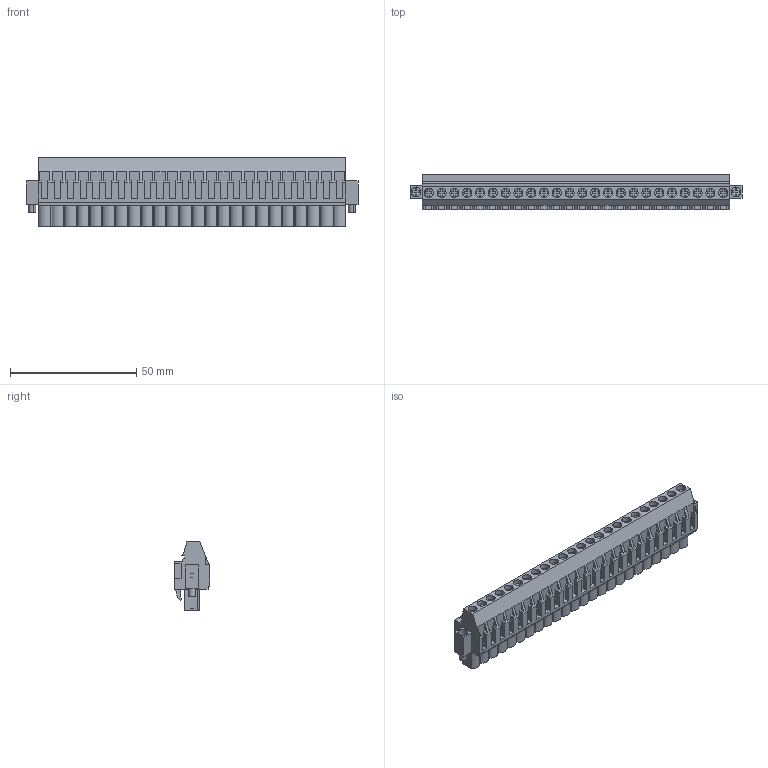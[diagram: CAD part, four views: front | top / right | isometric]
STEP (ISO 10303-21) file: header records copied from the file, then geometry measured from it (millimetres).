
FILE_DESCRIPTION(('CATIA V5 STEP','CAx-IF Rec.Pracs.--- Model Styling and Organization---1.2---2011-12-15'),'2;1');
FILE_NAME ('7246754_2_1950260000_1950260000.stp','2017-09-08T12:20:24+00:00',('none'),('Weidmueller'),'CATIA Version 5-6 Release 2014','CATIA V5 STEP AP214','none');
FILE_SCHEMA(('AUTOMOTIVE_DESIGN { 1 0 10303 214 1 1 1 1 }'));
Length unit declared in the file: millimetre
Products named in the file (1): 1950260000
Bounding box: 131.72 x 14.1 x 27.2 mm (x, y, z)
Volume: 28173.2 mm3; surface area: 16451.3 mm2
Topology: 27 solids, 27 shells, 1604 faces, 4429 edges, 2984 vertices
Faces by surface type: plane 1368, cylinder 234, extrusion 2
Entity records: 46598 total; most frequent: ORIENTED_EDGE 8858, CARTESIAN_POINT 8313, DIRECTION 6221, EDGE_CURVE 4429, VECTOR 3855, LINE 3853, VERTEX_POINT 2984, EDGE_LOOP 1713
